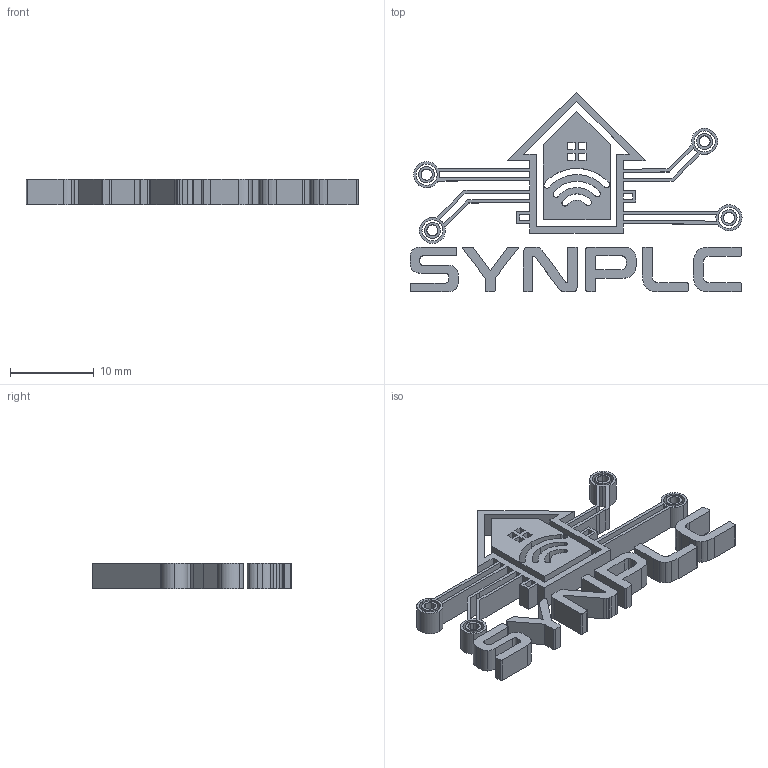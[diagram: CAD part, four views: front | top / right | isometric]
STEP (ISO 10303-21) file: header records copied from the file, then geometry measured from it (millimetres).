
FILE_DESCRIPTION(('FreeCAD Model'),'2;1');
FILE_NAME('logo.step', '2020-07-17T08:53:43',('Author'),(''), 'Open CASCADE STEP processor 7.3','FreeCAD','Unknown');
FILE_SCHEMA(('AUTOMOTIVE_DESIGN { 1 0 10303 214 1 1 1 1 }'));
Length unit declared in the file: millimetre
Products named in the file (1): Scale001
Bounding box: 39.75 x 23.93 x 3 mm (x, y, z)
Volume: 770.8 mm3; surface area: 2521 mm2
Topology: 12 solids, 12 shells, 415 faces, 1173 edges, 782 vertices
Faces by surface type: bspline 415
Entity records: 29379 total; most frequent: CARTESIAN_POINT 13793, B_SPLINE_CURVE_WITH_KNOTS 3519, ORIENTED_EDGE 2346, PCURVE 2346, DEFINITIONAL_REPRESENTATION 2346, EDGE_CURVE 1173, SURFACE_CURVE 1173, VERTEX_POINT 782
